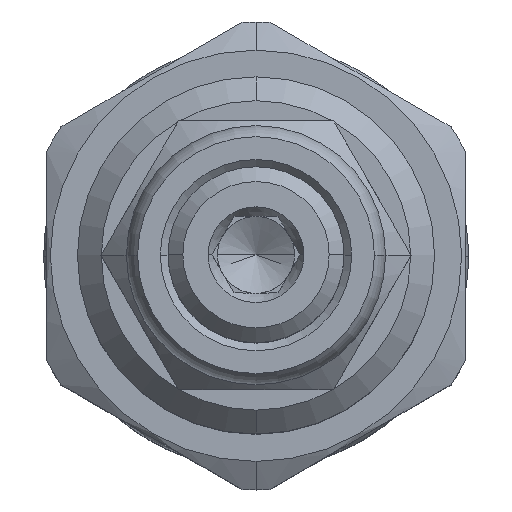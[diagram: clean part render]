
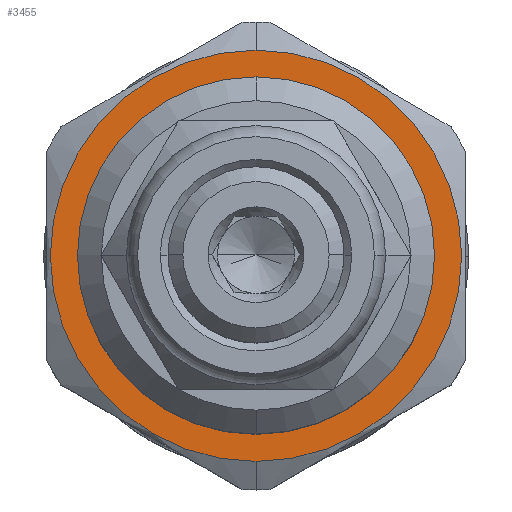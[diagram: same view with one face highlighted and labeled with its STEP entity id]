
A CAD part, top view. The second image highlights one B-rep face of the part: STEP entity #3455.
In plain terms, the highlighted planar face has unit normal (0, 0, 1).
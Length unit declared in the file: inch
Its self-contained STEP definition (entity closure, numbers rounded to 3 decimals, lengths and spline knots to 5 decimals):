
#502=CARTESIAN_POINT('',(0.,0.,2.561));
#503=DIRECTION('',(0.,0.,1.));
#504=DIRECTION('',(0.,-1.,0.));
#505=AXIS2_PLACEMENT_3D('',#502,#503,#504);
#507=CARTESIAN_POINT('',(0.,0.,2.561));
#508=DIRECTION('',(0.,0.,-1.));
#509=DIRECTION('',(0.,-1.,0.));
#510=AXIS2_PLACEMENT_3D('',#507,#508,#509);
#516=CARTESIAN_POINT('',(0.,0.,2.561));
#517=DIRECTION('',(0.,0.,-1.));
#518=DIRECTION('',(0.,-1.,0.));
#519=AXIS2_PLACEMENT_3D('',#516,#517,#518);
#713=CARTESIAN_POINT('',(0.,0.,2.561));
#714=DIRECTION('',(0.,0.,1.));
#715=DIRECTION('',(0.,-1.,0.));
#716=AXIS2_PLACEMENT_3D('',#713,#714,#715);
#2455=CARTESIAN_POINT('',(0.,-0.43,2.561));
#2457=VERTEX_POINT('',#2455);
#2463=CARTESIAN_POINT('',(0.,0.43,2.561));
#2465=VERTEX_POINT('',#2463);
#2471=CARTESIAN_POINT('',(0.,-0.3735,2.561));
#2472=CARTESIAN_POINT('',(0.,0.3735,2.561));
#2473=VERTEX_POINT('',#2471);
#2474=VERTEX_POINT('',#2472);
#3440=CARTESIAN_POINT('',(0.,0.,2.561));
#3441=DIRECTION('',(0.,0.,1.));
#3442=DIRECTION('',(0.,-1.,0.));
#3443=AXIS2_PLACEMENT_3D('',#3440,#3441,#3442);
#3444=PLANE('',#3443);
#3446=ORIENTED_EDGE('',*,*,#3445,.T.);
#3448=ORIENTED_EDGE('',*,*,#3447,.F.);
#3449=EDGE_LOOP('',(#3446,#3448));
#3450=FACE_OUTER_BOUND('',#3449,.F.);
#3451=ORIENTED_EDGE('',*,*,#3405,.T.);
#3452=ORIENTED_EDGE('',*,*,#3433,.F.);
#3453=EDGE_LOOP('',(#3451,#3452));
#3454=FACE_BOUND('',#3453,.F.);
#3455=ADVANCED_FACE('',(#3450,#3454),#3444,.T.);
#506=CIRCLE('',#505,0.3735);
#511=CIRCLE('',#510,0.3735);
#520=CIRCLE('',#519,0.43);
#717=CIRCLE('',#716,0.43);
#3405=EDGE_CURVE('',#2473,#2474,#506,.T.);
#3433=EDGE_CURVE('',#2473,#2474,#511,.T.);
#3445=EDGE_CURVE('',#2457,#2465,#520,.T.);
#3447=EDGE_CURVE('',#2457,#2465,#717,.T.);
